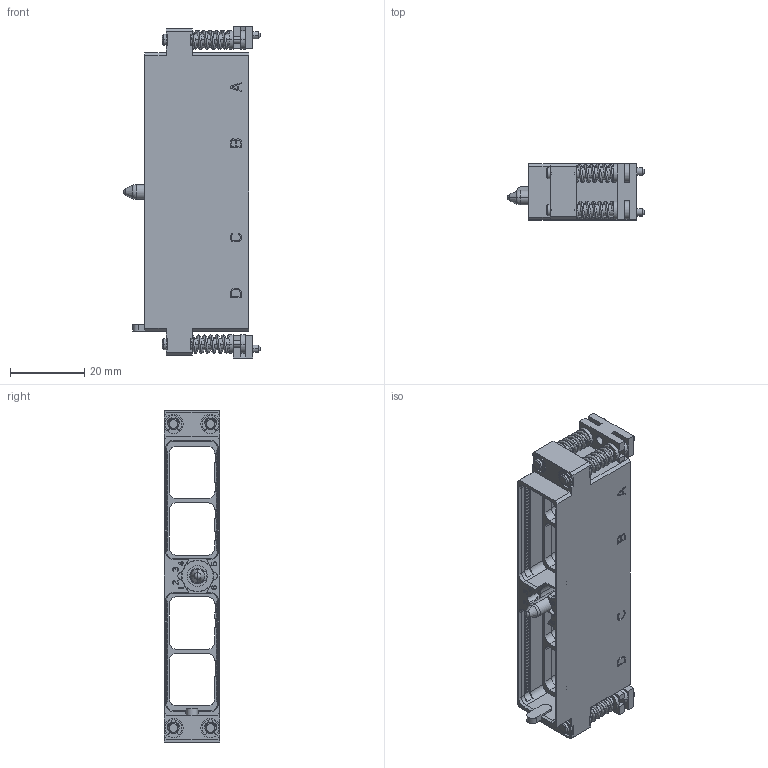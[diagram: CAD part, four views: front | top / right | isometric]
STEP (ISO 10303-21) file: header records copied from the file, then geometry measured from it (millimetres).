
FILE_DESCRIPTION((''),'2;1');
FILE_NAME('SIM2D88N','2019-10-31T',('presta_be4'),(''),'CREO PARAMETRIC BY PTC INC, 2018360','CREO PARAMETRIC BY PTC INC, 2018360','');
FILE_SCHEMA(('CONFIG_CONTROL_DESIGN'));
Products named in the file (1): SIM2D88N
Bounding box: 36.87 x 15.06 x 89.5 mm (x, y, z)
Volume: 10391.7 mm3; surface area: 16719.7 mm2
Topology: 1 solids, 1 shells, 4036 faces, 11550 edges, 7062 vertices
Faces by surface type: plane 1636, cylinder 1030, cone 486, sphere 436, torus 432, bspline 16
Entity records: 140190 total; most frequent: CARTESIAN_POINT 35502, DIRECTION 23008, ORIENTED_EDGE 21368, EDGE_CURVE 10684, AXIS2_PLACEMENT_3D 8396, VERTEX_POINT 7062, VECTOR 6216, LINE 6216
